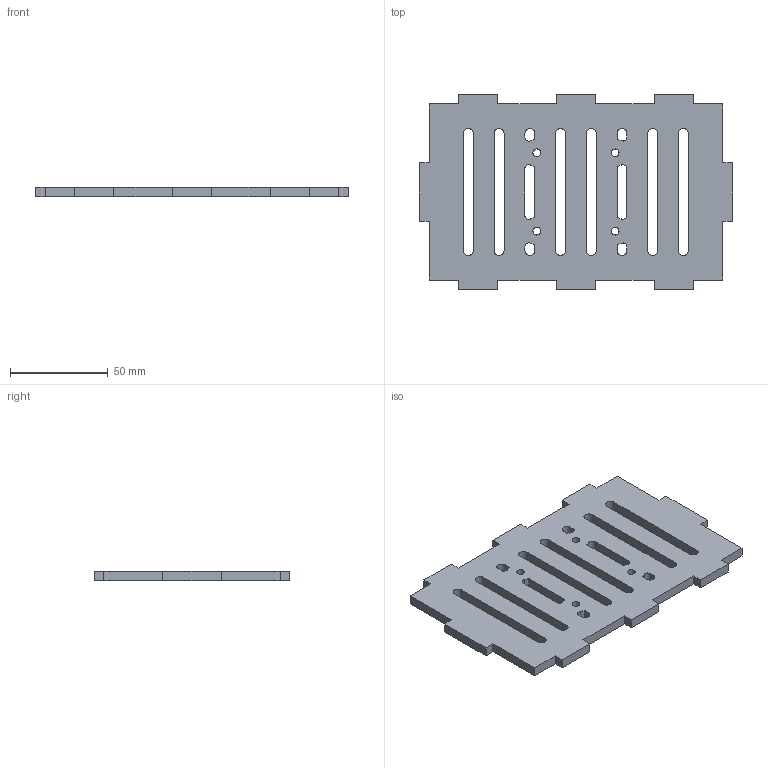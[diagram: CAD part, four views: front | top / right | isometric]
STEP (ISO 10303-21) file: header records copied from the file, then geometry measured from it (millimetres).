
FILE_DESCRIPTION(/* description */ (''),/* implementation_level */ '2;1');
FILE_NAME(/* name */ 'Bottom.step',/* time_stamp */ '2019-11-11T02:32:56+01:00',/* author */ (''),/* organization */ (''),/* preprocessor_version */ 'ST-DEVELOPER v18',/* originating_system */ 'Autodesk Translation Framework v8.9.1.1155',/* authorisation */ '');
FILE_SCHEMA (('AUTOMOTIVE_DESIGN { 1 0 10303 214 3 1 1 }'));
Length unit declared in the file: millimetre
Products named in the file (1): Bottom
Bounding box: 160 x 100 x 5 mm (x, y, z)
Volume: 60258.8 mm3; surface area: 32236.4 mm2
Topology: 1 solids, 1 shells, 98 faces, 296 edges, 200 vertices
Faces by surface type: plane 62, cylinder 36
Full cylindrical faces by diameter (mm): 4 x4
Entity records: 3448 total; most frequent: CARTESIAN_POINT 595, ORIENTED_EDGE 592, DIRECTION 574, EDGE_CURVE 296, LINE 216, VECTOR 216, VERTEX_POINT 200, AXIS2_PLACEMENT_3D 179
